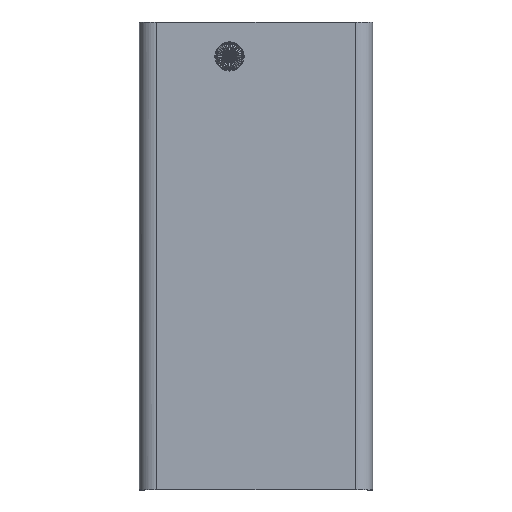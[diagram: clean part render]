
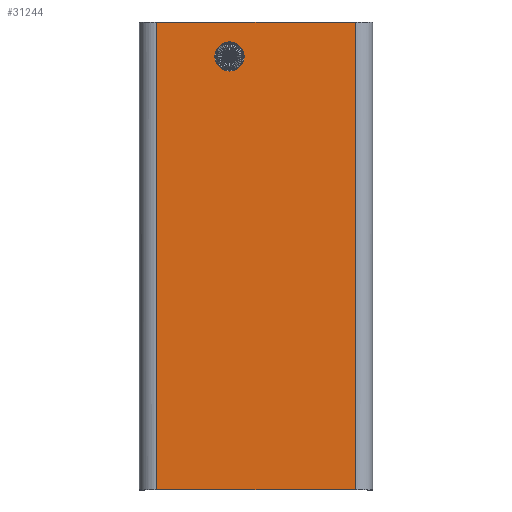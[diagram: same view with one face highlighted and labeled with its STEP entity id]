
A CAD part, top view. The second image highlights one B-rep face of the part: STEP entity #31244.
In plain terms, the highlighted planar face has unit normal (0, 0, 1).
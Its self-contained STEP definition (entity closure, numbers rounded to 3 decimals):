
#24787=DIRECTION('',(1.,0.,0.));
#24788=VECTOR('',#24787,57.762);
#24789=CARTESIAN_POINT('',(-28.881,-67.91,8.));
#24790=LINE('',#24789,#24788);
#26824=DIRECTION('',(0.,-1.,0.));
#26825=VECTOR('',#26824,135.91);
#26826=CARTESIAN_POINT('',(-28.881,68.,8.));
#26827=LINE('',#26826,#26825);
#26828=DIRECTION('',(0.,-1.,0.));
#26829=VECTOR('',#26828,135.91);
#26830=CARTESIAN_POINT('',(28.881,68.,8.));
#26831=LINE('',#26830,#26829);
#26832=CARTESIAN_POINT('',(-7.7,58.,8.));
#26833=DIRECTION('',(0.,0.,1.));
#26834=DIRECTION('',(0.,-1.,0.));
#26835=AXIS2_PLACEMENT_3D('',#26832,#26833,#26834);
#26837=CARTESIAN_POINT('',(-7.7,58.,8.));
#26838=DIRECTION('',(0.,0.,1.));
#26839=DIRECTION('',(0.,1.,0.));
#26840=AXIS2_PLACEMENT_3D('',#26837,#26838,#26839);
#27217=DIRECTION('',(1.,0.,0.));
#27218=VECTOR('',#27217,57.762);
#27219=CARTESIAN_POINT('',(-28.881,68.,8.));
#27220=LINE('',#27219,#27218);
#27648=CARTESIAN_POINT('',(-28.881,68.,8.));
#27649=CARTESIAN_POINT('',(28.881,68.,8.));
#27650=VERTEX_POINT('',#27648);
#27651=VERTEX_POINT('',#27649);
#27676=CARTESIAN_POINT('',(-7.7,53.75,8.));
#27677=CARTESIAN_POINT('',(-7.7,62.25,8.));
#27678=VERTEX_POINT('',#27676);
#27679=VERTEX_POINT('',#27677);
#28492=CARTESIAN_POINT('',(-28.881,-67.91,8.));
#28493=CARTESIAN_POINT('',(28.881,-67.91,8.));
#28494=VERTEX_POINT('',#28492);
#28495=VERTEX_POINT('',#28493);
#31226=CARTESIAN_POINT('',(-33.5,-68.,8.));
#31227=DIRECTION('',(0.,0.,1.));
#31228=DIRECTION('',(1.,0.,0.));
#31229=AXIS2_PLACEMENT_3D('',#31226,#31227,#31228);
#31230=PLANE('',#31229);
#31231=ORIENTED_EDGE('',*,*,#28529,.F.);
#31233=ORIENTED_EDGE('',*,*,#31232,.F.);
#31235=ORIENTED_EDGE('',*,*,#31234,.T.);
#31237=ORIENTED_EDGE('',*,*,#31236,.T.);
#31238=EDGE_LOOP('',(#31231,#31233,#31235,#31237));
#31239=FACE_OUTER_BOUND('',#31238,.F.);
#31240=ORIENTED_EDGE('',*,*,#31206,.T.);
#31241=ORIENTED_EDGE('',*,*,#31220,.T.);
#31242=EDGE_LOOP('',(#31240,#31241));
#31243=FACE_BOUND('',#31242,.F.);
#31244=ADVANCED_FACE('',(#31239,#31243),#31230,.T.);
#26836=CIRCLE('',#26835,4.25);
#26841=CIRCLE('',#26840,4.25);
#28529=EDGE_CURVE('',#28494,#28495,#24790,.T.);
#31206=EDGE_CURVE('',#27678,#27679,#26836,.T.);
#31220=EDGE_CURVE('',#27679,#27678,#26841,.T.);
#31232=EDGE_CURVE('',#27650,#28494,#26827,.T.);
#31234=EDGE_CURVE('',#27650,#27651,#27220,.T.);
#31236=EDGE_CURVE('',#27651,#28495,#26831,.T.);
